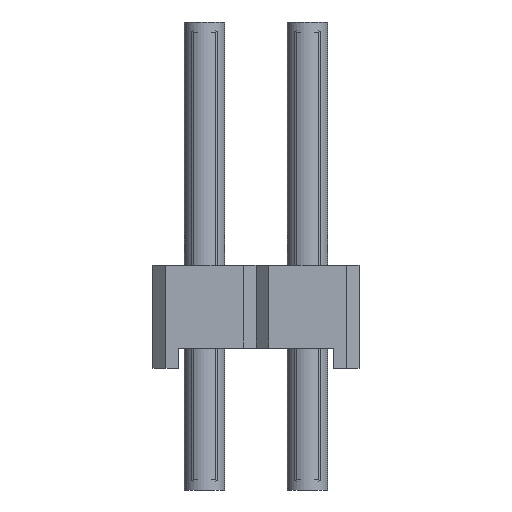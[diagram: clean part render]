
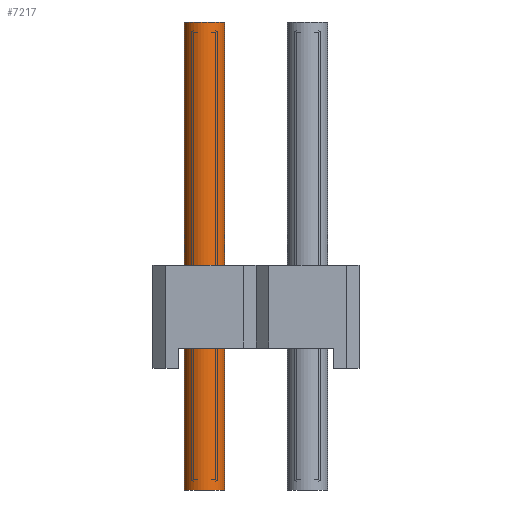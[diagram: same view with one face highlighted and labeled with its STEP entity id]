
A CAD part, left-side view. The second image highlights one B-rep face of the part: STEP entity #7217.
In plain terms, the highlighted cylindrical face has radius 0.5 mm (diameter 1 mm), a full revolution.
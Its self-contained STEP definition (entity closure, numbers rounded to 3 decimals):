
#143=CIRCLE('',#7632,0.5);
#144=CIRCLE('',#7633,0.5);
#396=CYLINDRICAL_SURFACE('',#7631,0.5);
#629=ORIENTED_EDGE('',*,*,#2731,.F.);
#630=ORIENTED_EDGE('',*,*,#2732,.T.);
#2731=EDGE_CURVE('',#3791,#3791,#143,.T.);
#2732=EDGE_CURVE('',#3792,#3792,#144,.T.);
#3791=VERTEX_POINT('',#10474);
#3792=VERTEX_POINT('',#10476);
#6131=EDGE_LOOP('',(#629));
#6132=EDGE_LOOP('',(#630));
#6555=FACE_BOUND('',#6131,.T.);
#6556=FACE_BOUND('',#6132,.T.);
#7217=ADVANCED_FACE('',(#6555,#6556),#396,.F.);
#7631=AXIS2_PLACEMENT_3D('',#10472,#8351,#8352);
#7632=AXIS2_PLACEMENT_3D('',#10473,#8353,#8354);
#7633=AXIS2_PLACEMENT_3D('',#10475,#8355,#8356);
#8351=DIRECTION('',(0.,0.,1.));
#8352=DIRECTION('',(1.,0.,0.));
#8353=DIRECTION('',(0.,0.,-1.));
#8354=DIRECTION('',(1.,0.,0.));
#8355=DIRECTION('',(0.,0.,-1.));
#8356=DIRECTION('',(1.,0.,0.));
#10472=CARTESIAN_POINT('',(0.,0.,0.));
#10473=CARTESIAN_POINT('',(0.,0.,11.54));
#10474=CARTESIAN_POINT('',(0.5,0.,11.54));
#10475=CARTESIAN_POINT('',(0.,0.,0.));
#10476=CARTESIAN_POINT('',(0.5,0.,0.));
